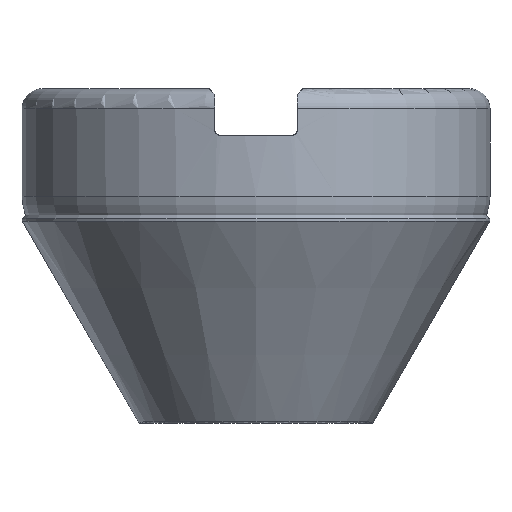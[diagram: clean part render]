
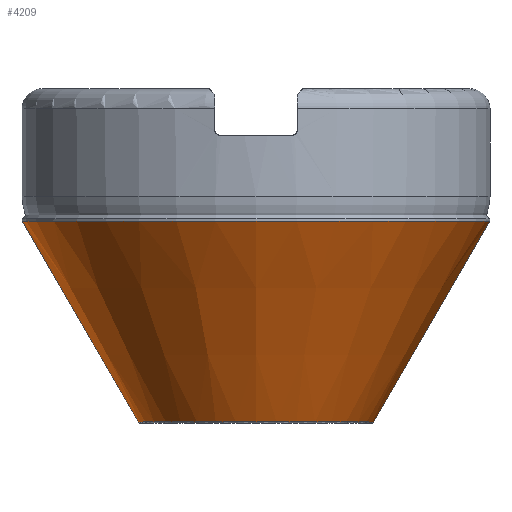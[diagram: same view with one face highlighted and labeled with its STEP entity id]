
A CAD part, left-side view. The second image highlights one B-rep face of the part: STEP entity #4209.
In plain terms, the highlighted conical face has half-angle 30 degrees and reference radius 26.28 mm.
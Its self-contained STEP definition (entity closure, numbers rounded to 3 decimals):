
#2268=CARTESIAN_POINT('',(0.,0.,49.807));
#2269=DIRECTION('',(0.,0.,-1.));
#2270=DIRECTION('',(0.,1.,0.));
#2271=AXIS2_PLACEMENT_3D('',#2268,#2269,#2270);
#2276=CARTESIAN_POINT('',(0.,17.612,49.807));
#2312=CARTESIAN_POINT('',(0.,-17.612,49.807));
#3129=CARTESIAN_POINT('',(0.,34.95,19.776));
#3165=CARTESIAN_POINT('',(0.,-34.95,19.776));
#3178=DIRECTION('',(0.,-0.5,0.866));
#3179=VECTOR('',#3178,34.676);
#3180=CARTESIAN_POINT('',(0.,34.95,19.776));
#3181=LINE('',#3180,#3179);
#3185=DIRECTION('',(0.,0.5,0.866));
#3186=VECTOR('',#3185,34.676);
#3187=CARTESIAN_POINT('',(0.,-34.95,19.776));
#3188=LINE('',#3187,#3186);
#3200=CARTESIAN_POINT('',(0.,0.,19.776));
#3201=DIRECTION('',(0.,0.,-1.));
#3202=DIRECTION('',(0.,1.,0.));
#3203=AXIS2_PLACEMENT_3D('',#3200,#3201,#3202);
#3208=VERTEX_POINT('',#2276);
#3220=VERTEX_POINT('',#3129);
#3221=VERTEX_POINT('',#2312);
#3233=VERTEX_POINT('',#3165);
#4198=CARTESIAN_POINT('',(0.,0.,34.792));
#4199=DIRECTION('',(0.,0.,-1.));
#4200=DIRECTION('',(0.,-1.,0.));
#4201=AXIS2_PLACEMENT_3D('',#4198,#4199,#4200);
#4202=CONICAL_SURFACE('',#4201,26.281,30.);
#4203=ORIENTED_EDGE('',*,*,#4189,.F.);
#4204=ORIENTED_EDGE('',*,*,#4134,.T.);
#4205=ORIENTED_EDGE('',*,*,#4192,.T.);
#4206=ORIENTED_EDGE('',*,*,#3273,.F.);
#4207=EDGE_LOOP('',(#4203,#4204,#4205,#4206));
#4208=FACE_OUTER_BOUND('',#4207,.F.);
#4209=ADVANCED_FACE('',(#4208),#4202,.T.);
#2272=CIRCLE('',#2271,17.612);
#3204=CIRCLE('',#3203,34.95);
#3273=EDGE_CURVE('',#3208,#3221,#2272,.T.);
#4134=EDGE_CURVE('',#3220,#3233,#3204,.T.);
#4189=EDGE_CURVE('',#3220,#3208,#3181,.T.);
#4192=EDGE_CURVE('',#3233,#3221,#3188,.T.);
